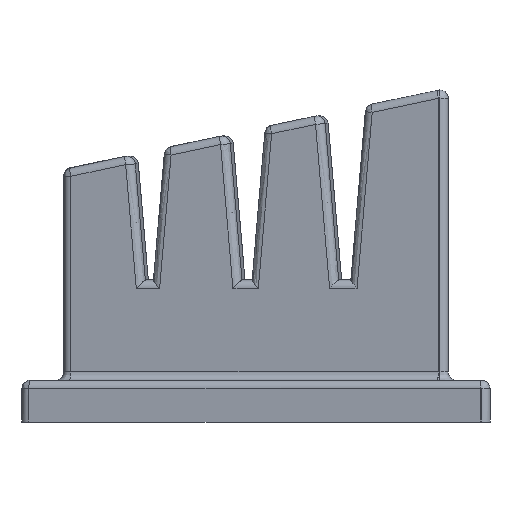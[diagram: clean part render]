
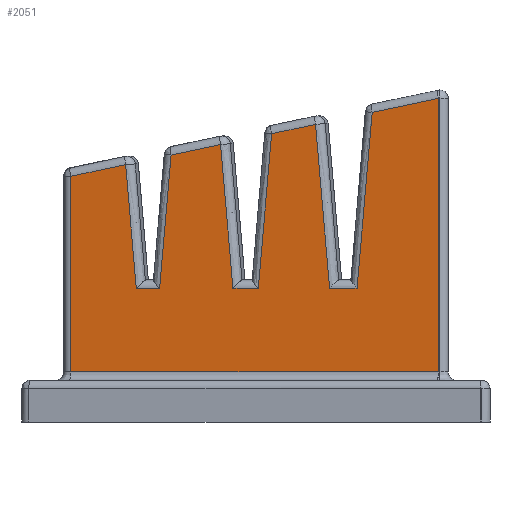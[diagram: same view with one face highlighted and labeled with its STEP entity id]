
A CAD part, left-side view. The second image highlights one B-rep face of the part: STEP entity #2051.
In plain terms, the highlighted free-form (B-spline) face has degree [1, 1] with [2, 2] control points.
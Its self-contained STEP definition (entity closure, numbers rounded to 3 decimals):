
#439 = VERTEX_POINT('',#440);
#440 = CARTESIAN_POINT('',(6.94,8.297,52.029
    ));
#563 = VERTEX_POINT('',#564);
#564 = CARTESIAN_POINT('',(6.94,8.297,8.06)
  );
#2051 = ADVANCED_FACE('',(#2052),#2162,.F.);
#2052 = FACE_BOUND('',#2053,.T.);
#2053 = EDGE_LOOP('',(#2054,#2063,#2070,#2077,#2084,#2091,#2098,#2105,
    #2112,#2119,#2124,#2129,#2136,#2143,#2150,#2157));
#2054 = ORIENTED_EDGE('',*,*,#2055,.T.);
#2055 = EDGE_CURVE('',#2056,#2058,#2060,.T.);
#2056 = VERTEX_POINT('',#2057);
#2057 = CARTESIAN_POINT('',(11.727,35.105,
    46.343));
#2058 = VERTEX_POINT('',#2059);
#2059 = CARTESIAN_POINT('',(12.109,37.245,
    21.494));
#2060 = B_SPLINE_CURVE_WITH_KNOTS('',1,(#2061,#2062),.UNSPECIFIED.,.F.,
  .F.,(2,2),(3.28,21.848),.PIECEWISE_BEZIER_KNOTS.);
#2061 = CARTESIAN_POINT('',(11.727,35.105,
    46.343));
#2062 = CARTESIAN_POINT('',(12.109,37.245,
    21.494));
#2063 = ORIENTED_EDGE('',*,*,#2064,.T.);
#2064 = EDGE_CURVE('',#2058,#2065,#2067,.T.);
#2065 = VERTEX_POINT('',#2066);
#2066 = CARTESIAN_POINT('',(12.837,41.321,
    21.494));
#2067 = B_SPLINE_CURVE_WITH_KNOTS('',1,(#2068,#2069),.UNSPECIFIED.,.F.,
  .F.,(2,2),(-23.644,-20.561),.PIECEWISE_BEZIER_KNOTS.);
#2068 = CARTESIAN_POINT('',(12.109,37.245,
    21.494));
#2069 = CARTESIAN_POINT('',(12.837,41.321,
    21.494));
#2070 = ORIENTED_EDGE('',*,*,#2071,.T.);
#2071 = EDGE_CURVE('',#2065,#2072,#2074,.T.);
#2072 = VERTEX_POINT('',#2073);
#2073 = CARTESIAN_POINT('',(13.193,43.312,
    44.603));
#2074 = B_SPLINE_CURVE_WITH_KNOTS('',1,(#2075,#2076),.UNSPECIFIED.,.F.,
  .F.,(2,2),(-25.701,-8.434),.PIECEWISE_BEZIER_KNOTS.);
#2075 = CARTESIAN_POINT('',(12.837,41.321,
    21.494));
#2076 = CARTESIAN_POINT('',(13.193,43.312,
    44.603));
#2077 = ORIENTED_EDGE('',*,*,#2078,.T.);
#2078 = EDGE_CURVE('',#2072,#2079,#2081,.T.);
#2079 = VERTEX_POINT('',#2080);
#2080 = CARTESIAN_POINT('',(14.614,51.27,
    42.915));
#2081 = B_SPLINE_CURVE_WITH_KNOTS('',1,(#2082,#2083),.UNSPECIFIED.,.F.,
  .F.,(2,2),(-17.265,-11.118),.PIECEWISE_BEZIER_KNOTS.);
#2082 = CARTESIAN_POINT('',(13.193,43.312,
    44.603));
#2083 = CARTESIAN_POINT('',(14.614,51.27,
    42.915));
#2084 = ORIENTED_EDGE('',*,*,#2085,.T.);
#2085 = EDGE_CURVE('',#2079,#2086,#2088,.T.);
#2086 = VERTEX_POINT('',#2087);
#2087 = CARTESIAN_POINT('',(14.943,53.114,
    21.494));
#2088 = B_SPLINE_CURVE_WITH_KNOTS('',1,(#2089,#2090),.UNSPECIFIED.,.F.,
  .F.,(2,2),(6.888,22.894),.PIECEWISE_BEZIER_KNOTS.);
#2089 = CARTESIAN_POINT('',(14.614,51.27,
    42.915));
#2090 = CARTESIAN_POINT('',(14.943,53.114,
    21.494));
#2091 = ORIENTED_EDGE('',*,*,#2092,.T.);
#2092 = EDGE_CURVE('',#2086,#2093,#2095,.T.);
#2093 = VERTEX_POINT('',#2094);
#2094 = CARTESIAN_POINT('',(15.612,56.861,
    21.494));
#2095 = B_SPLINE_CURVE_WITH_KNOTS('',1,(#2096,#2097),.UNSPECIFIED.,.F.,
  .F.,(2,2),(-11.644,-8.811),.PIECEWISE_BEZIER_KNOTS.);
#2096 = CARTESIAN_POINT('',(14.943,53.114,
    21.494));
#2097 = CARTESIAN_POINT('',(15.612,56.861,
    21.494));
#2098 = ORIENTED_EDGE('',*,*,#2099,.T.);
#2099 = EDGE_CURVE('',#2093,#2100,#2102,.T.);
#2100 = VERTEX_POINT('',#2101);
#2101 = CARTESIAN_POINT('',(15.918,58.572,
    41.366));
#2102 = B_SPLINE_CURVE_WITH_KNOTS('',1,(#2103,#2104),.UNSPECIFIED.,.F.,
  .F.,(2,2),(-24.677,-9.828),.PIECEWISE_BEZIER_KNOTS.);
#2103 = CARTESIAN_POINT('',(15.612,56.861,
    21.494));
#2104 = CARTESIAN_POINT('',(15.918,58.572,
    41.366));
#2105 = ORIENTED_EDGE('',*,*,#2106,.T.);
#2106 = EDGE_CURVE('',#2100,#2107,#2109,.T.);
#2107 = VERTEX_POINT('',#2108);
#2108 = CARTESIAN_POINT('',(17.495,67.406,
    39.493));
#2109 = B_SPLINE_CURVE_WITH_KNOTS('',1,(#2110,#2111),.UNSPECIFIED.,.F.,
  .F.,(2,2),(-5.477,1.347),.PIECEWISE_BEZIER_KNOTS.);
#2110 = CARTESIAN_POINT('',(15.918,58.572,
    41.366));
#2111 = CARTESIAN_POINT('',(17.495,67.406,
    39.493));
#2112 = ORIENTED_EDGE('',*,*,#2113,.T.);
#2113 = EDGE_CURVE('',#2107,#2114,#2116,.T.);
#2114 = VERTEX_POINT('',#2115);
#2115 = CARTESIAN_POINT('',(17.495,67.406,
    8.06));
#2116 = B_SPLINE_CURVE_WITH_KNOTS('',1,(#2117,#2118),.UNSPECIFIED.,.F.,
  .F.,(2,2),(10.602,34.),.PIECEWISE_BEZIER_KNOTS.);
#2117 = CARTESIAN_POINT('',(17.495,67.406,
    39.493));
#2118 = CARTESIAN_POINT('',(17.495,67.406,
    8.06));
#2119 = ORIENTED_EDGE('',*,*,#2120,.T.);
#2120 = EDGE_CURVE('',#2114,#563,#2121,.T.);
#2121 = B_SPLINE_CURVE_WITH_KNOTS('',1,(#2122,#2123),.UNSPECIFIED.,.F.,
  .F.,(2,2),(-45.89,-1.194),.PIECEWISE_BEZIER_KNOTS.);
#2122 = CARTESIAN_POINT('',(17.495,67.406,
    8.06));
#2123 = CARTESIAN_POINT('',(6.94,8.297,8.06
    ));
#2124 = ORIENTED_EDGE('',*,*,#2125,.T.);
#2125 = EDGE_CURVE('',#563,#439,#2126,.T.);
#2126 = B_SPLINE_CURVE_WITH_KNOTS('',1,(#2127,#2128),.UNSPECIFIED.,.F.,
  .F.,(2,2),(-34.,-1.271),.PIECEWISE_BEZIER_KNOTS.);
#2127 = CARTESIAN_POINT('',(6.94,8.297,8.06
    ));
#2128 = CARTESIAN_POINT('',(6.94,8.297,
    52.029));
#2129 = ORIENTED_EDGE('',*,*,#2130,.T.);
#2130 = EDGE_CURVE('',#439,#2131,#2133,.T.);
#2131 = VERTEX_POINT('',#2132);
#2132 = CARTESIAN_POINT('',(8.841,18.94,
    49.771));
#2133 = B_SPLINE_CURVE_WITH_KNOTS('',1,(#2134,#2135),.UNSPECIFIED.,.F.,
  .F.,(2,2),(-44.313,-36.091),.PIECEWISE_BEZIER_KNOTS.);
#2134 = CARTESIAN_POINT('',(6.94,8.297,
    52.029));
#2135 = CARTESIAN_POINT('',(8.841,18.94,
    49.771));
#2136 = ORIENTED_EDGE('',*,*,#2137,.T.);
#2137 = EDGE_CURVE('',#2131,#2138,#2140,.T.);
#2138 = VERTEX_POINT('',#2139);
#2139 = CARTESIAN_POINT('',(9.276,21.375,
    21.494));
#2140 = B_SPLINE_CURVE_WITH_KNOTS('',1,(#2141,#2142),.UNSPECIFIED.,.F.,
  .F.,(2,2),(-0.327,20.802),.PIECEWISE_BEZIER_KNOTS.);
#2141 = CARTESIAN_POINT('',(8.841,18.94,
    49.771));
#2142 = CARTESIAN_POINT('',(9.276,21.375,
    21.494));
#2143 = ORIENTED_EDGE('',*,*,#2144,.T.);
#2144 = EDGE_CURVE('',#2138,#2145,#2147,.T.);
#2145 = VERTEX_POINT('',#2146);
#2146 = CARTESIAN_POINT('',(10.063,25.782,
    21.494));
#2147 = B_SPLINE_CURVE_WITH_KNOTS('',1,(#2148,#2149),.UNSPECIFIED.,.F.,
  .F.,(2,2),(-35.644,-32.311),.PIECEWISE_BEZIER_KNOTS.);
#2148 = CARTESIAN_POINT('',(9.276,21.375,
    21.494));
#2149 = CARTESIAN_POINT('',(10.063,25.782,
    21.494));
#2150 = ORIENTED_EDGE('',*,*,#2151,.T.);
#2151 = EDGE_CURVE('',#2145,#2152,#2154,.T.);
#2152 = VERTEX_POINT('',#2153);
#2153 = CARTESIAN_POINT('',(10.468,28.051,
    47.839));
#2154 = B_SPLINE_CURVE_WITH_KNOTS('',1,(#2155,#2156),.UNSPECIFIED.,.F.,
  .F.,(2,2),(-26.725,-7.039),.PIECEWISE_BEZIER_KNOTS.);
#2155 = CARTESIAN_POINT('',(10.063,25.782,
    21.494));
#2156 = CARTESIAN_POINT('',(10.468,28.051,
    47.839));
#2157 = ORIENTED_EDGE('',*,*,#2158,.T.);
#2158 = EDGE_CURVE('',#2152,#2056,#2159,.T.);
#2159 = B_SPLINE_CURVE_WITH_KNOTS('',1,(#2160,#2161),.UNSPECIFIED.,.F.,
  .F.,(2,2),(-29.053,-23.604),.PIECEWISE_BEZIER_KNOTS.);
#2160 = CARTESIAN_POINT('',(10.468,28.051,
    47.839));
#2161 = CARTESIAN_POINT('',(11.727,35.105,
    46.343));
#2162 = B_SPLINE_SURFACE_WITH_KNOTS('',1,1,(
    (#2163,#2164)
    ,(#2165,#2166
    )),.UNSPECIFIED.,.F.,.F.,.F.,(2,2),(2,2),(-45.533,
    -0.837),(-34.,-1.271),.PIECEWISE_BEZIER_KNOTS.);
#2163 = CARTESIAN_POINT('',(6.94,8.297,8.06
    ));
#2164 = CARTESIAN_POINT('',(6.94,8.297,
    52.029));
#2165 = CARTESIAN_POINT('',(17.495,67.406,
    8.06));
#2166 = CARTESIAN_POINT('',(17.495,67.406,
    52.029));
